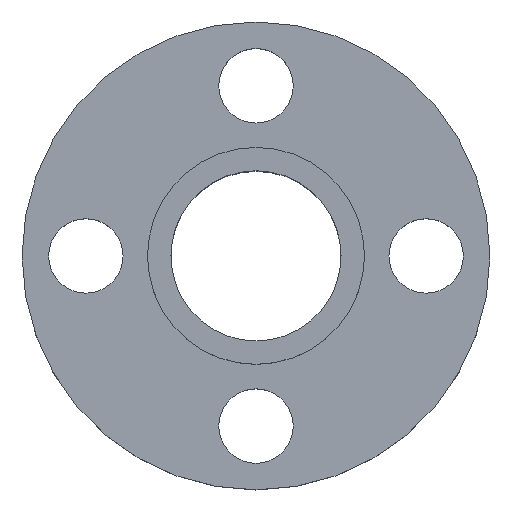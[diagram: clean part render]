
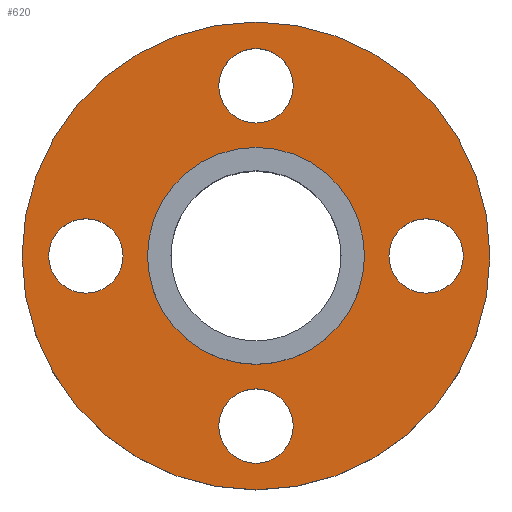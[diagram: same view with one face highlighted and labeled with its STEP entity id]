
A CAD part, top view. The second image highlights one B-rep face of the part: STEP entity #620.
In plain terms, the highlighted planar face has unit normal (0, 0, 1).
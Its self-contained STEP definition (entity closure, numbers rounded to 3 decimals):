
#5 = EDGE_CURVE ( 'NONE', #409, #431, #332, .T. ) ;
#6 = VERTEX_POINT ( 'NONE', #9 ) ;
#9 = CARTESIAN_POINT ( 'NONE',  ( 6.25, 0., 3.5 ) ) ;
#15 = CARTESIAN_POINT ( 'NONE',  ( 0., -8., 3.5 ) ) ;
#32 = ORIENTED_EDGE ( 'NONE', *, *, #685, .F. ) ;
#33 = AXIS2_PLACEMENT_3D ( 'NONE', #285, #594, #529 ) ;
#36 = AXIS2_PLACEMENT_3D ( 'NONE', #15, #446, #319 ) ;
#40 = VERTEX_POINT ( 'NONE', #509 ) ;
#42 = VERTEX_POINT ( 'NONE', #320 ) ;
#48 = FACE_BOUND ( 'NONE', #287, .T. ) ;
#52 = VERTEX_POINT ( 'NONE', #144 ) ;
#60 = FACE_BOUND ( 'NONE', #85, .T. ) ;
#73 = DIRECTION ( 'NONE',  ( 0., 0., 1. ) ) ;
#76 = CIRCLE ( 'NONE', #719, 5.1 ) ;
#78 = VERTEX_POINT ( 'NONE', #339 ) ;
#82 = DIRECTION ( 'NONE',  ( 1., 0., 0. ) ) ;
#85 = EDGE_LOOP ( 'NONE', ( #575, #766 ) ) ;
#86 = CARTESIAN_POINT ( 'NONE',  ( -6.25, 0., 3.5 ) ) ;
#126 = EDGE_CURVE ( 'NONE', #52, #149, #524, .T. ) ;
#135 = DIRECTION ( 'NONE',  ( 0., 0., 1. ) ) ;
#141 = CARTESIAN_POINT ( 'NONE',  ( 0., 0., 3.5 ) ) ;
#142 = ORIENTED_EDGE ( 'NONE', *, *, #5, .F. ) ;
#144 = CARTESIAN_POINT ( 'NONE',  ( -11., 0., 3.5 ) ) ;
#146 = DIRECTION ( 'NONE',  ( 1., 0., 0. ) ) ;
#149 = VERTEX_POINT ( 'NONE', #760 ) ;
#153 = CARTESIAN_POINT ( 'NONE',  ( 0., 8., 3.5 ) ) ;
#157 = DIRECTION ( 'NONE',  ( 1., 0., 0. ) ) ;
#159 = AXIS2_PLACEMENT_3D ( 'NONE', #703, #508, #157 ) ;
#179 = CARTESIAN_POINT ( 'NONE',  ( -8., 0., 3.5 ) ) ;
#183 = EDGE_LOOP ( 'NONE', ( #203, #615 ) ) ;
#185 = EDGE_LOOP ( 'NONE', ( #513, #142 ) ) ;
#186 = DIRECTION ( 'NONE',  ( 1., 0., 0. ) ) ;
#188 = FACE_OUTER_BOUND ( 'NONE', #183, .T. ) ;
#203 = ORIENTED_EDGE ( 'NONE', *, *, #126, .T. ) ;
#206 = CARTESIAN_POINT ( 'NONE',  ( 0., 8., 3.5 ) ) ;
#211 = VERTEX_POINT ( 'NONE', #248 ) ;
#212 = CARTESIAN_POINT ( 'NONE',  ( 0., 0., 3.5 ) ) ;
#216 = CIRCLE ( 'NONE', #744, 11. ) ;
#218 = EDGE_CURVE ( 'NONE', #431, #409, #582, .T. ) ;
#230 = VERTEX_POINT ( 'NONE', #423 ) ;
#238 = CARTESIAN_POINT ( 'NONE',  ( 0., 0., 3.5 ) ) ;
#241 = CIRCLE ( 'NONE', #521, 1.75 ) ;
#248 = CARTESIAN_POINT ( 'NONE',  ( 9.75, 0., 3.5 ) ) ;
#283 = EDGE_CURVE ( 'NONE', #230, #78, #315, .T. ) ;
#285 = CARTESIAN_POINT ( 'NONE',  ( 0., 0., 3.5 ) ) ;
#287 = EDGE_LOOP ( 'NONE', ( #32, #725 ) ) ;
#291 = DIRECTION ( 'NONE',  ( 0., 0., 1. ) ) ;
#292 = DIRECTION ( 'NONE',  ( 0., 0., 1. ) ) ;
#306 = EDGE_LOOP ( 'NONE', ( #547, #688 ) ) ;
#315 = CIRCLE ( 'NONE', #434, 1.75 ) ;
#319 = DIRECTION ( 'NONE',  ( 1., 0., 0. ) ) ;
#320 = CARTESIAN_POINT ( 'NONE',  ( -5.1, 0., 3.5 ) ) ;
#325 = EDGE_LOOP ( 'NONE', ( #639, #723 ) ) ;
#330 = DIRECTION ( 'NONE',  ( 1., 0., 0. ) ) ;
#331 = FACE_BOUND ( 'NONE', #185, .T. ) ;
#332 = CIRCLE ( 'NONE', #775, 1.75 ) ;
#339 = CARTESIAN_POINT ( 'NONE',  ( 1.75, 8., 3.5 ) ) ;
#348 = CIRCLE ( 'NONE', #584, 5.1 ) ;
#354 = CARTESIAN_POINT ( 'NONE',  ( 1.75, -8., 3.5 ) ) ;
#368 = VERTEX_POINT ( 'NONE', #354 ) ;
#373 = CIRCLE ( 'NONE', #699, 1.75 ) ;
#374 = PLANE ( 'NONE',  #159 ) ;
#379 = EDGE_CURVE ( 'NONE', #583, #368, #555, .T. ) ;
#385 = DIRECTION ( 'NONE',  ( 1., 0., 0. ) ) ;
#409 = VERTEX_POINT ( 'NONE', #86 ) ;
#410 = EDGE_CURVE ( 'NONE', #40, #42, #348, .T. ) ;
#423 = CARTESIAN_POINT ( 'NONE',  ( -1.75, 8., 3.5 ) ) ;
#431 = VERTEX_POINT ( 'NONE', #673 ) ;
#434 = AXIS2_PLACEMENT_3D ( 'NONE', #153, #455, #330 ) ;
#438 = CARTESIAN_POINT ( 'NONE',  ( -8., 0., 3.5 ) ) ;
#440 = CARTESIAN_POINT ( 'NONE',  ( -1.75, -8., 3.5 ) ) ;
#446 = DIRECTION ( 'NONE',  ( 0., 0., 1. ) ) ;
#455 = DIRECTION ( 'NONE',  ( 0., 0., 1. ) ) ;
#480 = CARTESIAN_POINT ( 'NONE',  ( 0., -8., 3.5 ) ) ;
#484 = DIRECTION ( 'NONE',  ( 1., 0., 0. ) ) ;
#485 = EDGE_CURVE ( 'NONE', #42, #40, #76, .T. ) ;
#508 = DIRECTION ( 'NONE',  ( 0., 0., 1. ) ) ;
#509 = CARTESIAN_POINT ( 'NONE',  ( 5.1, 0., 3.5 ) ) ;
#510 = DIRECTION ( 'NONE',  ( 0., 0., 1. ) ) ;
#512 = EDGE_CURVE ( 'NONE', #78, #230, #732, .T. ) ;
#513 = ORIENTED_EDGE ( 'NONE', *, *, #218, .F. ) ;
#521 = AXIS2_PLACEMENT_3D ( 'NONE', #542, #292, #186 ) ;
#524 = CIRCLE ( 'NONE', #33, 11. ) ;
#529 = DIRECTION ( 'NONE',  ( 1., 0., 0. ) ) ;
#535 = FACE_BOUND ( 'NONE', #325, .T. ) ;
#538 = EDGE_CURVE ( 'NONE', #211, #6, #740, .T. ) ;
#540 = DIRECTION ( 'NONE',  ( 0., 0., 1. ) ) ;
#542 = CARTESIAN_POINT ( 'NONE',  ( 8., 0., 3.5 ) ) ;
#546 = DIRECTION ( 'NONE',  ( 0., 0., 1. ) ) ;
#547 = ORIENTED_EDGE ( 'NONE', *, *, #283, .F. ) ;
#552 = CARTESIAN_POINT ( 'NONE',  ( 8., 0., 3.5 ) ) ;
#555 = CIRCLE ( 'NONE', #36, 1.75 ) ;
#575 = ORIENTED_EDGE ( 'NONE', *, *, #485, .F. ) ;
#579 = DIRECTION ( 'NONE',  ( 0., 0., 1. ) ) ;
#582 = CIRCLE ( 'NONE', #600, 1.75 ) ;
#583 = VERTEX_POINT ( 'NONE', #440 ) ;
#584 = AXIS2_PLACEMENT_3D ( 'NONE', #212, #135, #605 ) ;
#594 = DIRECTION ( 'NONE',  ( 0., 0., 1. ) ) ;
#596 = DIRECTION ( 'NONE',  ( 1., 0., 0. ) ) ;
#600 = AXIS2_PLACEMENT_3D ( 'NONE', #179, #291, #484 ) ;
#602 = DIRECTION ( 'NONE',  ( 1., 0., 0. ) ) ;
#605 = DIRECTION ( 'NONE',  ( 1., 0., 0. ) ) ;
#608 = DIRECTION ( 'NONE',  ( 1., 0., 0. ) ) ;
#615 = ORIENTED_EDGE ( 'NONE', *, *, #758, .T. ) ;
#620 = ADVANCED_FACE ( 'NONE', ( #188, #535, #48, #754, #331, #60 ), #374, .T. ) ;
#626 = AXIS2_PLACEMENT_3D ( 'NONE', #206, #579, #385 ) ;
#639 = ORIENTED_EDGE ( 'NONE', *, *, #379, .F. ) ;
#669 = DIRECTION ( 'NONE',  ( 0., 0., 1. ) ) ;
#673 = CARTESIAN_POINT ( 'NONE',  ( -9.75, 0., 3.5 ) ) ;
#685 = EDGE_CURVE ( 'NONE', #6, #211, #241, .T. ) ;
#688 = ORIENTED_EDGE ( 'NONE', *, *, #512, .F. ) ;
#699 = AXIS2_PLACEMENT_3D ( 'NONE', #480, #540, #596 ) ;
#703 = CARTESIAN_POINT ( 'NONE',  ( 0., 0., 3.5 ) ) ;
#719 = AXIS2_PLACEMENT_3D ( 'NONE', #141, #510, #146 ) ;
#723 = ORIENTED_EDGE ( 'NONE', *, *, #746, .F. ) ;
#725 = ORIENTED_EDGE ( 'NONE', *, *, #538, .F. ) ;
#732 = CIRCLE ( 'NONE', #626, 1.75 ) ;
#740 = CIRCLE ( 'NONE', #771, 1.75 ) ;
#744 = AXIS2_PLACEMENT_3D ( 'NONE', #238, #669, #608 ) ;
#746 = EDGE_CURVE ( 'NONE', #368, #583, #373, .T. ) ;
#754 = FACE_BOUND ( 'NONE', #306, .T. ) ;
#758 = EDGE_CURVE ( 'NONE', #149, #52, #216, .T. ) ;
#760 = CARTESIAN_POINT ( 'NONE',  ( 11., 0., 3.5 ) ) ;
#766 = ORIENTED_EDGE ( 'NONE', *, *, #410, .F. ) ;
#771 = AXIS2_PLACEMENT_3D ( 'NONE', #552, #546, #602 ) ;
#775 = AXIS2_PLACEMENT_3D ( 'NONE', #438, #73, #82 ) ;
